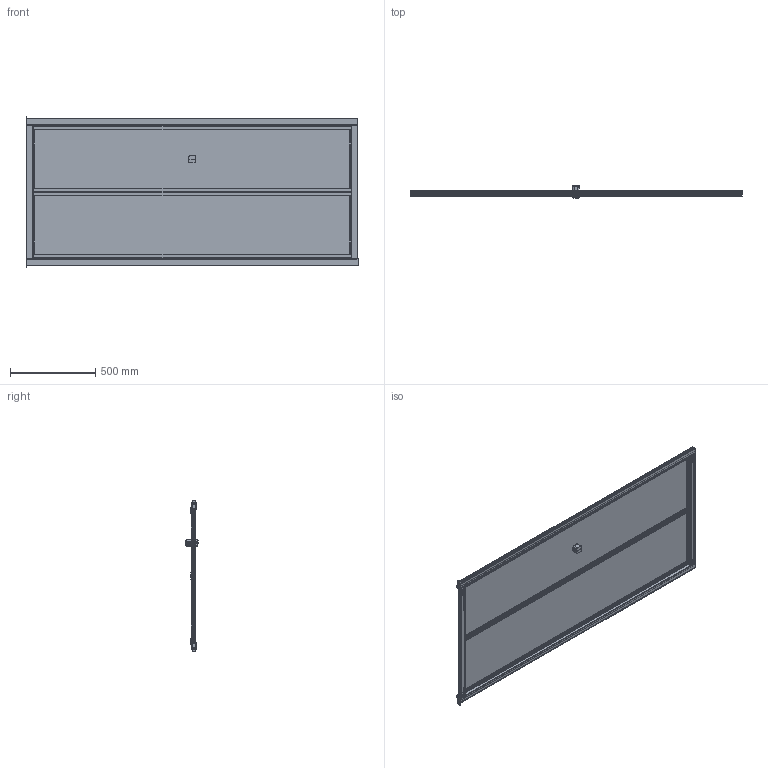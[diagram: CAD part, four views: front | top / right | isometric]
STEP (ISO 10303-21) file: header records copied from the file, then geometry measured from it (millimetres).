
FILE_DESCRIPTION((''),'2;1');
FILE_NAME('ASV90X_ASM_ASM','2019-09-25T',('admin'),(''),'PRO/ENGINEER BY PARAMETRIC TECHNOLOGY CORPORATION, 2010280','PRO/ENGINEER BY PARAMETRIC TECHNOLOGY CORPORATION, 2010280','');
FILE_SCHEMA(('CONFIG_CONTROL_DESIGN','SHAPE_APPEARANCE_LAYERS_GROUPS'));
Products named in the file (42): AGW1_1; AGW2_3; BC081_1; BH551_1; BC082_1; BC085_1; BC086_1; BC083_1; BC084_1; BH560_1; MANIFOLD_SOLID_BREP_25330; MANIFOLD_SOLID_BREP_25618; CS320_6_ASM; BH617_1; BH618_1; NB300356_1; NB300356B_1; HF305--GAI--AG329_1; HF306_1; BH548_1; AG-V_ASM_1_ASM; MANIFOLD_SOLID_BREP_48842; MANIFOLD_SOLID_BREP_49680; MANIFOLD_SOLID_BREP_50518; AD256-N_9_ASM; AE155_1; AE435_9; AE450_2; ST4X30PANTOU_8; AE314_1; AE453_1; AE454_1; DL303_1; PRT0006_2; PRT0007_2; ME666_7; ME667_7; ME668_7; ME437_7; ME665_ASM_7_ASM ...
Assembly tree (67 placements, depth 5):
  ASV90X_ASM_ASM
    ASV90X_ASM_1_ASM
      AGW1_1
      AGW2_3  x2
      AG-V_ASM_1_ASM
        BC081_1  x2
        BH551_1  x4
        BC082_1  x2
        BC085_1  x2
        BC086_1  x2
        BC083_1  x2
        BC084_1  x2
        BH560_1  x2
        CS320_6_ASM  x4
          MANIFOLD_SOLID_BREP_25330
          MANIFOLD_SOLID_BREP_25618
        BH617_1
        BH618_1
        NB300356_1
        NB300356B_1
        HF305--GAI--AG329_1
        HF306_1  x2
        BH548_1  x2
      AD256-N_9_ASM  x2
        MANIFOLD_SOLID_BREP_48842
        MANIFOLD_SOLID_BREP_49680
        MANIFOLD_SOLID_BREP_50518
      AE155_1  x2
      AE435_9  x2
      AE450_2
      ST4X30PANTOU_8  x6
      AE314_1  x2
      AE453_1
      AE454_1
      DL303_1
      PRT0006_2
      PRT0007_2
      ME665_ASM_7_ASM
        ME666_7
        ME667_7
        ME668_7  x2
        ME437_7
Bounding box: 1951.5 x 70.94 x 890.1 mm (x, y, z)
Volume: 10725301.1 mm3; surface area: 7164687.3 mm2
Topology: 67 solids, 67 shells, 5722 faces, 15902 edges, 10424 vertices
Faces by surface type: plane 3421, cylinder 1690, torus 253, bspline 188, extrusion 62, cone 54, sphere 48, revolution 6
Entity records: 113064 total; most frequent: CARTESIAN_POINT 27359, ORIENTED_EDGE 17424, DIRECTION 16497, EDGE_CURVE 8712, VECTOR 6269, LINE 6230, VERTEX_POINT 5719, AXIS2_PLACEMENT_3D 5111
